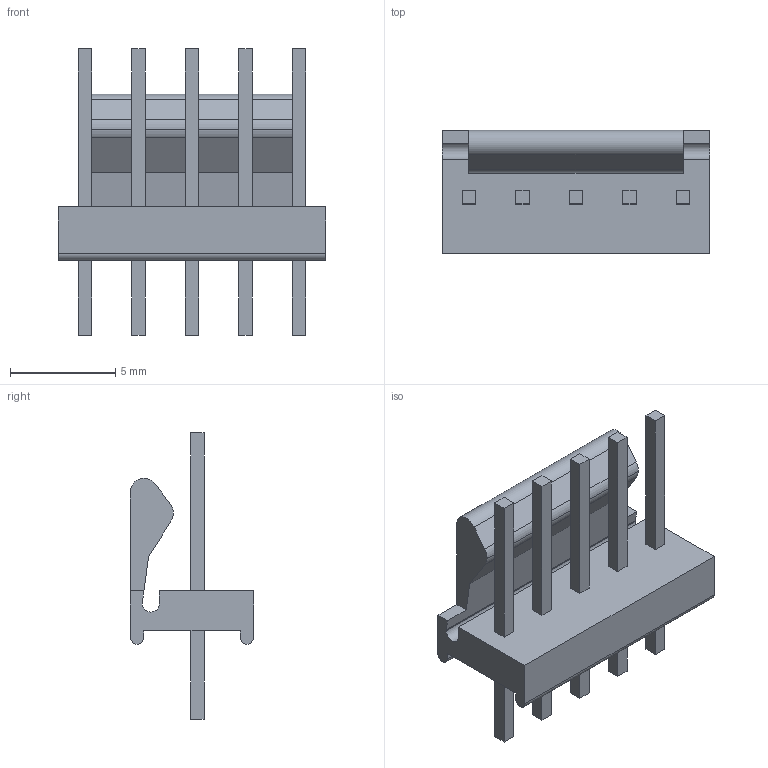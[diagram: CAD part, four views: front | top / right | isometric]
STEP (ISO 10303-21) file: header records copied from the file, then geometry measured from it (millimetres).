
FILE_DESCRIPTION(('STEP AP203'),'1');
FILE_NAME('640456-5.stp','2021-03-11T07:19:24',('TraceParts'),('TraceParts S.A.'),'Spatial InterOp 3D',' ',' ');
FILE_SCHEMA(('CONFIG_CONTROL_DESIGN'));
Length unit declared in the file: millimetre
Products named in the file (1): 1
Bounding box: 12.7 x 5.84 x 13.59 mm (x, y, z)
Volume: 233.9 mm3; surface area: 544.4 mm2
Topology: 1 solids, 1 shells, 73 faces, 183 edges, 122 vertices
Faces by surface type: plane 66, cylinder 7
Entity records: 2195 total; most frequent: CARTESIAN_POINT 379, ORIENTED_EDGE 366, DIRECTION 345, EDGE_CURVE 183, LINE 169, VECTOR 169, VERTEX_POINT 122, AXIS2_PLACEMENT_3D 88
